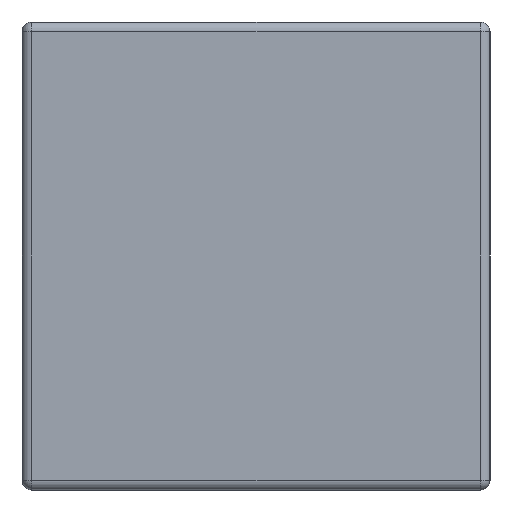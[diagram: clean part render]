
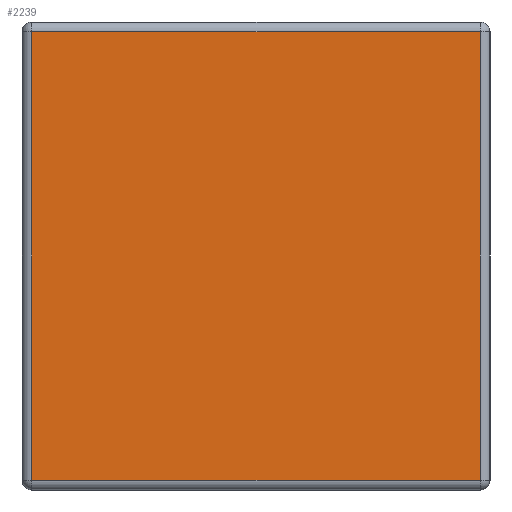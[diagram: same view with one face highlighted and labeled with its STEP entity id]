
A CAD part, left-side view. The second image highlights one B-rep face of the part: STEP entity #2239.
In plain terms, the highlighted planar face has unit normal (-1, 0, 0).
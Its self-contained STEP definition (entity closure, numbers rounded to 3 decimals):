
#158 = VECTOR ( 'NONE', #2141, 1000. ) ;
#246 = LINE ( 'NONE', #542, #1467 ) ;
#500 = DIRECTION ( 'NONE',  ( 0., 0., -1. ) ) ;
#501 = VERTEX_POINT ( 'NONE', #1613 ) ;
#542 = CARTESIAN_POINT ( 'NONE',  ( 0., 0.539, -0.55 ) ) ;
#564 = DIRECTION ( 'NONE',  ( 0., 0., 1. ) ) ;
#579 = DIRECTION ( 'NONE',  ( -1., 0., 0. ) ) ;
#701 = ORIENTED_EDGE ( 'NONE', *, *, #4531, .T. ) ;
#766 = EDGE_CURVE ( 'NONE', #4135, #2913, #3627, .T. ) ;
#1154 = CARTESIAN_POINT ( 'NONE',  ( 0., 0.539, -0.011 ) ) ;
#1251 = CARTESIAN_POINT ( 'NONE',  ( 0., 0., -0.539 ) ) ;
#1436 = CARTESIAN_POINT ( 'NONE',  ( 0., 0.55, -0.011 ) ) ;
#1467 = VECTOR ( 'NONE', #500, 1000. ) ;
#1505 = VECTOR ( 'NONE', #3332, 1000. ) ;
#1612 = ORIENTED_EDGE ( 'NONE', *, *, #3651, .T. ) ;
#1613 = CARTESIAN_POINT ( 'NONE',  ( 0., 0.011, -0.539 ) ) ;
#1622 = LINE ( 'NONE', #3774, #2387 ) ;
#1670 = DIRECTION ( 'NONE',  ( 0., 0., 1. ) ) ;
#1720 = LINE ( 'NONE', #1251, #1505 ) ;
#1760 = VERTEX_POINT ( 'NONE', #2144 ) ;
#1930 = ORIENTED_EDGE ( 'NONE', *, *, #766, .T. ) ;
#2006 = PLANE ( 'NONE',  #2584 ) ;
#2141 = DIRECTION ( 'NONE',  ( 0., 1., 0. ) ) ;
#2144 = CARTESIAN_POINT ( 'NONE',  ( 0., 0.539, -0.539 ) ) ;
#2239 = ADVANCED_FACE ( 'NONE', ( #2678 ), #2006, .T. ) ;
#2355 = CARTESIAN_POINT ( 'NONE',  ( 0., 0., 0. ) ) ;
#2387 = VECTOR ( 'NONE', #1670, 1000. ) ;
#2584 = AXIS2_PLACEMENT_3D ( 'NONE', #2355, #579, #564 ) ;
#2676 = ORIENTED_EDGE ( 'NONE', *, *, #4210, .T. ) ;
#2678 = FACE_OUTER_BOUND ( 'NONE', #4385, .T. ) ;
#2913 = VERTEX_POINT ( 'NONE', #1154 ) ;
#3332 = DIRECTION ( 'NONE',  ( 0., -1., 0. ) ) ;
#3627 = LINE ( 'NONE', #1436, #158 ) ;
#3651 = EDGE_CURVE ( 'NONE', #2913, #1760, #246, .T. ) ;
#3742 = CARTESIAN_POINT ( 'NONE',  ( 0., 0.011, -0.011 ) ) ;
#3774 = CARTESIAN_POINT ( 'NONE',  ( 0., 0.011, 0. ) ) ;
#4135 = VERTEX_POINT ( 'NONE', #3742 ) ;
#4210 = EDGE_CURVE ( 'NONE', #501, #4135, #1622, .T. ) ;
#4385 = EDGE_LOOP ( 'NONE', ( #701, #2676, #1930, #1612 ) ) ;
#4531 = EDGE_CURVE ( 'NONE', #1760, #501, #1720, .T. ) ;
